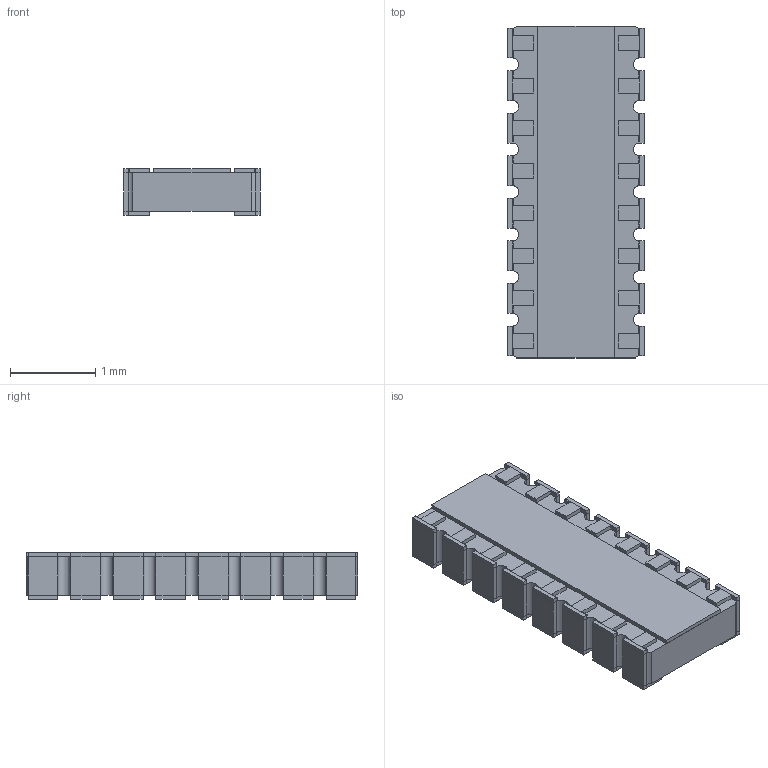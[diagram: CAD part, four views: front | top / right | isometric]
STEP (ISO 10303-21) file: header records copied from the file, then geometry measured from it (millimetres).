
FILE_DESCRIPTION(('Open CASCADE Model'),'2;1');
FILE_NAME('Open CASCADE Shape Model','2022-10-17T10:33:19',('Author'),( 'Open CASCADE'),'Open CASCADE STEP processor 6.8','Open CASCADE 6.8' ,'Unknown');
FILE_SCHEMA(('AUTOMOTIVE_DESIGN { 1 0 10303 214 1 1 1 1 }'));
Length unit declared in the file: millimetre
Products named in the file (8): PCB; Designator1; 7472578240; body; Open_CASCADE_STEP_translator_6.8_31.1.1; mark; Mid_Pin; Open_CASCADE_STEP_translator_6.8_31.3.1
Assembly tree (21 placements, depth 4):
  PCB
  Designator1
    7472578240
      body
        Open_CASCADE_STEP_translator_6.8_31.1.1
      mark
      Mid_Pin  x16
        Open_CASCADE_STEP_translator_6.8_31.3.1
Bounding box: 1.6 x 3.9 x 0.55 mm (x, y, z)
Volume: 3 mm3; surface area: 37 mm2
Topology: 18 solids, 18 shells, 460 faces, 1016 edges, 592 vertices
Faces by surface type: plane 442, cylinder 18
Entity records: 2345 total; most frequent: DIRECTION 396, CARTESIAN_POINT 380, ORIENTED_EDGE 352, EDGE_CURVE 176, LINE 140, VECTOR 140, AXIS2_PLACEMENT_3D 128, VERTEX_POINT 112
